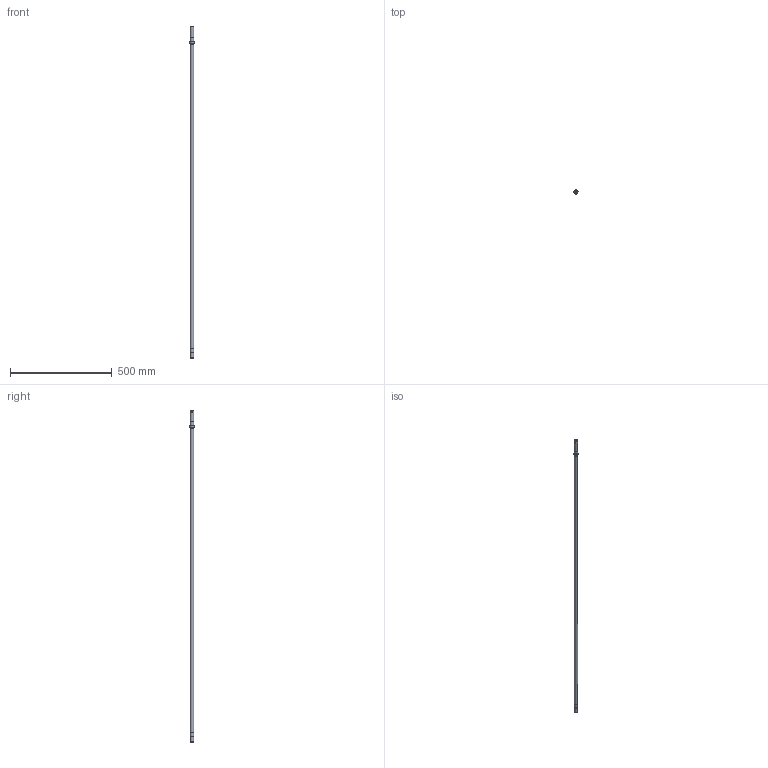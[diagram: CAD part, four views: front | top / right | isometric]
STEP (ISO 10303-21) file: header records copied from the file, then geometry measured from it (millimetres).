
FILE_DESCRIPTION(('CATIA V5 STEP Exchange'),'2;1');
FILE_NAME('EOLX1.1-D-200-003_A.stp','2020-01-30T22:06:58+00:00',('none'),('none'),'CATIA Version 5 Release 21 GA (IN-10)','CATIA V5 STEP AP203','none');
FILE_SCHEMA(('CONFIG_CONTROL_DESIGN'));
Length unit declared in the file: millimetre
Products named in the file (1): EOLX1.1-D-200-003_A
Bounding box: 19.99 x 19.99 x 1628 mm (x, y, z)
Volume: 245595.7 mm3; surface area: 138932.3 mm2
Topology: 1 solids, 1 shells, 40 faces, 84 edges, 48 vertices
Faces by surface type: cylinder 18, cone 10, torus 8, plane 4
Entity records: 1078 total; most frequent: CARTESIAN_POINT 277, ORIENTED_EDGE 168, DIRECTION 116, EDGE_CURVE 84, AXIS2_PLACEMENT_3D 69, CIRCLE 48, EDGE_LOOP 48, VERTEX_POINT 48
